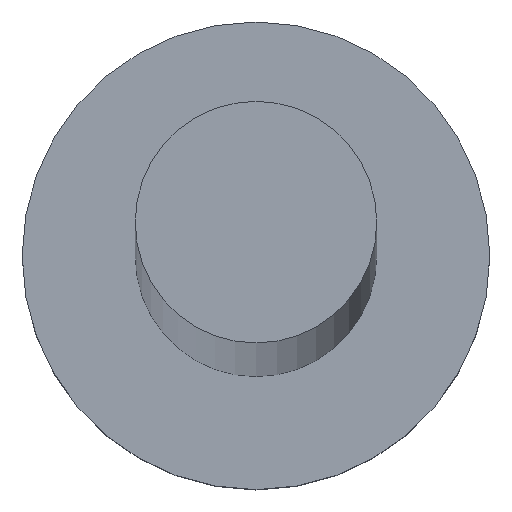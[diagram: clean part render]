
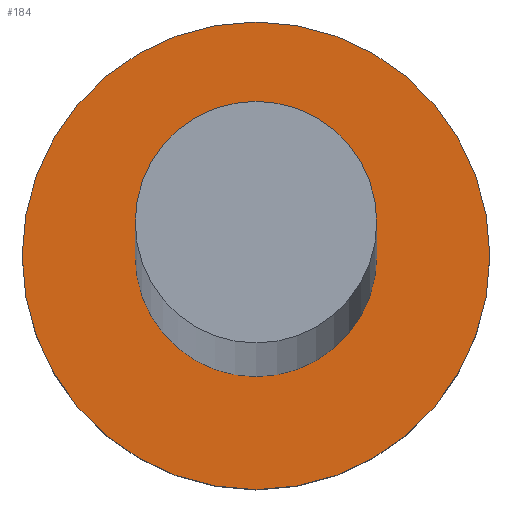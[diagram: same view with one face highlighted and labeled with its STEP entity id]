
A CAD part, top view. The second image highlights one B-rep face of the part: STEP entity #184.
In plain terms, the highlighted planar face has unit normal (0, 0, 1).
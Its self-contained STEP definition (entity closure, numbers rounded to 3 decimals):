
#5 = DIRECTION ( 'NONE',  ( 1., 0., 0. ) ) ;
#6 = CARTESIAN_POINT ( 'NONE',  ( -6., 0., 5. ) ) ;
#8 = CIRCLE ( 'NONE', #228, 6. ) ;
#14 = CARTESIAN_POINT ( 'NONE',  ( 0., 0., 5. ) ) ;
#34 = VERTEX_POINT ( 'NONE', #6 ) ;
#40 = CARTESIAN_POINT ( 'NONE',  ( 0., 0., 5. ) ) ;
#44 = CARTESIAN_POINT ( 'NONE',  ( 3.1, 0., 5. ) ) ;
#48 = DIRECTION ( 'NONE',  ( 1., 0., 0. ) ) ;
#56 = DIRECTION ( 'NONE',  ( 1., 0., 0. ) ) ;
#59 = CIRCLE ( 'NONE', #218, 3.1 ) ;
#66 = CARTESIAN_POINT ( 'NONE',  ( 0., 0., 5. ) ) ;
#68 = AXIS2_PLACEMENT_3D ( 'NONE', #40, #167, #5 ) ;
#76 = AXIS2_PLACEMENT_3D ( 'NONE', #192, #252, #48 ) ;
#89 = DIRECTION ( 'NONE',  ( 1., 0., 0. ) ) ;
#90 = EDGE_CURVE ( 'NONE', #250, #34, #160, .T. ) ;
#95 = EDGE_CURVE ( 'NONE', #146, #143, #122, .T. ) ;
#104 = DIRECTION ( 'NONE',  ( 1., 0., 0. ) ) ;
#107 = ORIENTED_EDGE ( 'NONE', *, *, #95, .F. ) ;
#108 = ORIENTED_EDGE ( 'NONE', *, *, #90, .T. ) ;
#117 = ORIENTED_EDGE ( 'NONE', *, *, #181, .F. ) ;
#122 = CIRCLE ( 'NONE', #213, 3.1 ) ;
#130 = CARTESIAN_POINT ( 'NONE',  ( -3.1, 0., 5. ) ) ;
#140 = CARTESIAN_POINT ( 'NONE',  ( 6., 0., 5. ) ) ;
#143 = VERTEX_POINT ( 'NONE', #130 ) ;
#146 = VERTEX_POINT ( 'NONE', #44 ) ;
#155 = EDGE_LOOP ( 'NONE', ( #239, #108 ) ) ;
#160 = CIRCLE ( 'NONE', #76, 6. ) ;
#164 = FACE_OUTER_BOUND ( 'NONE', #155, .T. ) ;
#167 = DIRECTION ( 'NONE',  ( 0., 0., 1. ) ) ;
#169 = FACE_BOUND ( 'NONE', #243, .T. ) ;
#181 = EDGE_CURVE ( 'NONE', #143, #146, #59, .T. ) ;
#184 = ADVANCED_FACE ( 'NONE', ( #169, #164 ), #238, .T. ) ;
#192 = CARTESIAN_POINT ( 'NONE',  ( 0., 0., 5. ) ) ;
#195 = EDGE_CURVE ( 'NONE', #34, #250, #8, .T. ) ;
#212 = DIRECTION ( 'NONE',  ( 0., 0., 1. ) ) ;
#213 = AXIS2_PLACEMENT_3D ( 'NONE', #14, #212, #104 ) ;
#218 = AXIS2_PLACEMENT_3D ( 'NONE', #66, #234, #89 ) ;
#225 = CARTESIAN_POINT ( 'NONE',  ( 0., 0., 5. ) ) ;
#228 = AXIS2_PLACEMENT_3D ( 'NONE', #225, #248, #56 ) ;
#234 = DIRECTION ( 'NONE',  ( 0., 0., 1. ) ) ;
#238 = PLANE ( 'NONE',  #68 ) ;
#239 = ORIENTED_EDGE ( 'NONE', *, *, #195, .T. ) ;
#243 = EDGE_LOOP ( 'NONE', ( #117, #107 ) ) ;
#248 = DIRECTION ( 'NONE',  ( 0., 0., 1. ) ) ;
#250 = VERTEX_POINT ( 'NONE', #140 ) ;
#252 = DIRECTION ( 'NONE',  ( 0., 0., 1. ) ) ;
